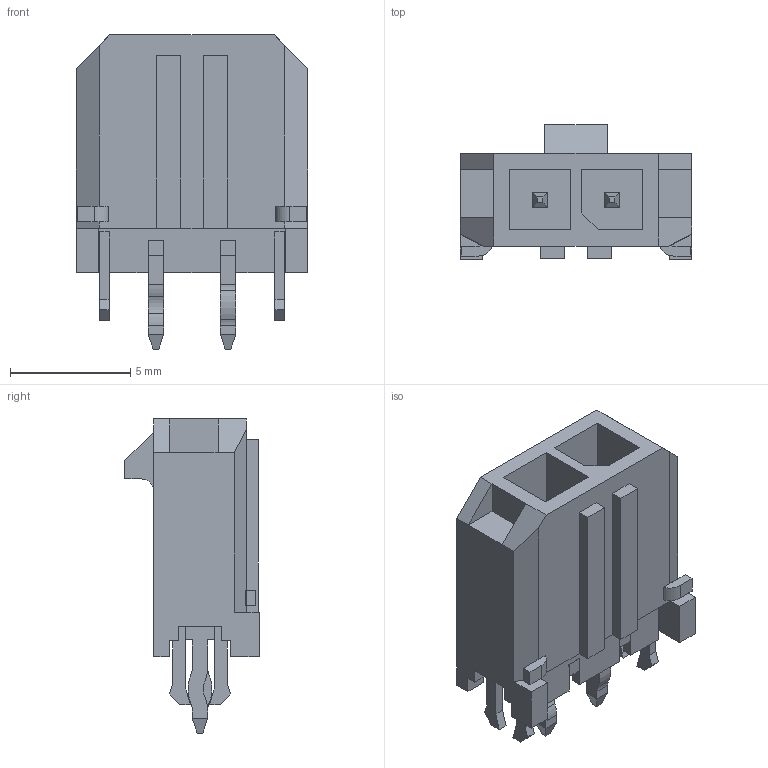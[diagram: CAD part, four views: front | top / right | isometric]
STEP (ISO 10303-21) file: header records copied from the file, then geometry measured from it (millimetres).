
FILE_DESCRIPTION((''),'2;1');
FILE_NAME('436500218','2020-10-20T',('me'),(''),'PRO/ENGINEER BY PARAMETRIC TECHNOLOGY CORPORATION, 2016010','PRO/ENGINEER BY PARAMETRIC TECHNOLOGY CORPORATION, 2016010','');
FILE_SCHEMA(('CONFIG_CONTROL_DESIGN'));
Length unit declared in the file: millimetre
Products named in the file (1): 436500218
Bounding box: 9.65 x 5.61 x 13.08 mm (x, y, z)
Volume: 261.5 mm3; surface area: 610.6 mm2
Topology: 2 solids, 2 shells, 228 faces, 619 edges, 404 vertices
Faces by surface type: plane 211, cylinder 17
Entity records: 7062 total; most frequent: CARTESIAN_POINT 1244, ORIENTED_EDGE 1222, DIRECTION 1119, EDGE_CURVE 611, VECTOR 577, LINE 577, VERTEX_POINT 396, AXIS2_PLACEMENT_3D 271
